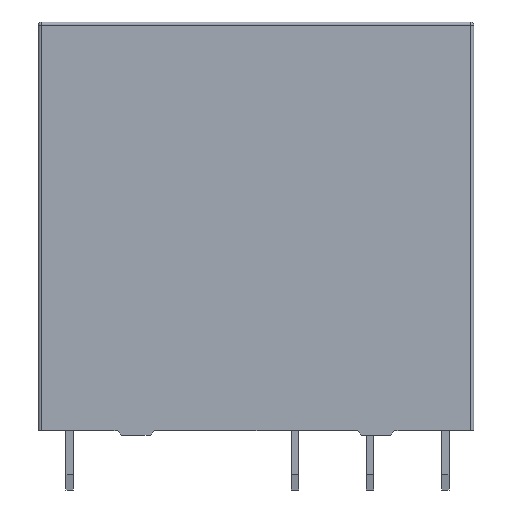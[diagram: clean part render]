
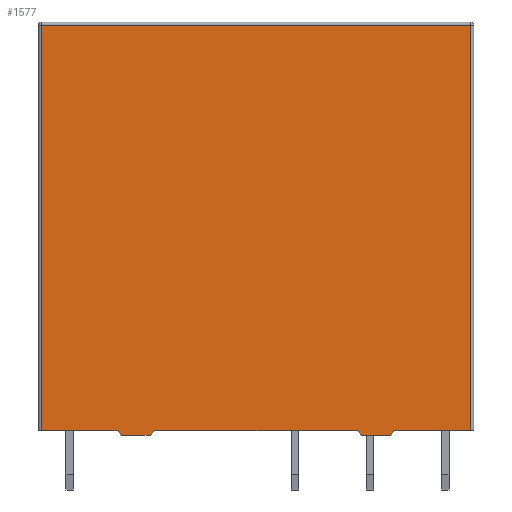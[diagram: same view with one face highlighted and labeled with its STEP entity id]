
A CAD part, front view. The second image highlights one B-rep face of the part: STEP entity #1577.
In plain terms, the highlighted planar face has unit normal (0, -1, 0).
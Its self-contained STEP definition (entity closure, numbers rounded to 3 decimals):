
#74 = VERTEX_POINT ( 'NONE', #2169 ) ;
#114 = LINE ( 'NONE', #548, #2204 ) ;
#127 = EDGE_CURVE ( 'NONE', #764, #1451, #2217, .T. ) ;
#229 = CARTESIAN_POINT ( 'NONE',  ( 0., 0., 27.2 ) ) ;
#244 = LINE ( 'NONE', #464, #587 ) ;
#304 = EDGE_CURVE ( 'NONE', #2256, #1277, #1861, .T. ) ;
#345 = ORIENTED_EDGE ( 'NONE', *, *, #2697, .F. ) ;
#360 = ORIENTED_EDGE ( 'NONE', *, *, #1283, .T. ) ;
#396 = DIRECTION ( 'NONE',  ( 0.707, 0., -0.707 ) ) ;
#411 = VECTOR ( 'NONE', #1081, 1000. ) ;
#441 = DIRECTION ( 'NONE',  ( -1., 0., 0. ) ) ;
#464 = CARTESIAN_POINT ( 'NONE',  ( 0., 0., 0. ) ) ;
#527 = CARTESIAN_POINT ( 'NONE',  ( 0.2, 0., 27.2 ) ) ;
#543 = LINE ( 'NONE', #910, #970 ) ;
#548 = CARTESIAN_POINT ( 'NONE',  ( 0., 0., 27. ) ) ;
#587 = VECTOR ( 'NONE', #1079, 1000. ) ;
#588 = EDGE_CURVE ( 'NONE', #1451, #2300, #1556, .T. ) ;
#617 = CARTESIAN_POINT ( 'NONE',  ( 5.25, 0., -0.3 ) ) ;
#667 = PLANE ( 'NONE',  #2331 ) ;
#736 = DIRECTION ( 'NONE',  ( 0., 0., 1. ) ) ;
#744 = DIRECTION ( 'NONE',  ( -1., 0., 0. ) ) ;
#745 = CARTESIAN_POINT ( 'NONE',  ( 7.45, 0., -0.3 ) ) ;
#764 = VERTEX_POINT ( 'NONE', #745 ) ;
#766 = CARTESIAN_POINT ( 'NONE',  ( 5.55, 0., -0.3 ) ) ;
#788 = CARTESIAN_POINT ( 'NONE',  ( 5.55, 0., -0.3 ) ) ;
#799 = ORIENTED_EDGE ( 'NONE', *, *, #588, .T. ) ;
#846 = EDGE_CURVE ( 'NONE', #764, #2047, #1234, .T. ) ;
#907 = ORIENTED_EDGE ( 'NONE', *, *, #1842, .T. ) ;
#910 = CARTESIAN_POINT ( 'NONE',  ( 23.45, 0., -0.3 ) ) ;
#913 = CARTESIAN_POINT ( 'NONE',  ( 0., 0., 0. ) ) ;
#919 = EDGE_CURVE ( 'NONE', #74, #1629, #1348, .T. ) ;
#959 = ORIENTED_EDGE ( 'NONE', *, *, #1616, .T. ) ;
#970 = VECTOR ( 'NONE', #1362, 1000. ) ;
#1016 = VECTOR ( 'NONE', #736, 1000. ) ;
#1027 = VERTEX_POINT ( 'NONE', #2227 ) ;
#1079 = DIRECTION ( 'NONE',  ( 1., 0., 0. ) ) ;
#1081 = DIRECTION ( 'NONE',  ( 0.707, 0., 0.707 ) ) ;
#1134 = ORIENTED_EDGE ( 'NONE', *, *, #304, .T. ) ;
#1137 = VERTEX_POINT ( 'NONE', #1896 ) ;
#1152 = LINE ( 'NONE', #1545, #1499 ) ;
#1234 = LINE ( 'NONE', #617, #2243 ) ;
#1277 = VERTEX_POINT ( 'NONE', #1956 ) ;
#1283 = EDGE_CURVE ( 'NONE', #1137, #2256, #543, .T. ) ;
#1348 = LINE ( 'NONE', #527, #2425 ) ;
#1351 = LINE ( 'NONE', #2188, #2127 ) ;
#1352 = DIRECTION ( 'NONE',  ( 1., 0., 0. ) ) ;
#1362 = DIRECTION ( 'NONE',  ( 0.707, 0., 0.707 ) ) ;
#1451 = VERTEX_POINT ( 'NONE', #2022 ) ;
#1488 = ORIENTED_EDGE ( 'NONE', *, *, #1831, .T. ) ;
#1499 = VECTOR ( 'NONE', #2639, 1000. ) ;
#1545 = CARTESIAN_POINT ( 'NONE',  ( 21.55, 0., -0.3 ) ) ;
#1556 = LINE ( 'NONE', #913, #1957 ) ;
#1577 = ADVANCED_FACE ( 'NONE', ( #1741 ), #667, .F. ) ;
#1588 = EDGE_CURVE ( 'NONE', #1629, #2605, #244, .T. ) ;
#1616 = EDGE_CURVE ( 'NONE', #2300, #2388, #1152, .T. ) ;
#1629 = VERTEX_POINT ( 'NONE', #2028 ) ;
#1684 = CARTESIAN_POINT ( 'NONE',  ( 23.75, 0., 0. ) ) ;
#1699 = CARTESIAN_POINT ( 'NONE',  ( 7.45, 0., -0.3 ) ) ;
#1741 = FACE_OUTER_BOUND ( 'NONE', #2075, .T. ) ;
#1755 = DIRECTION ( 'NONE',  ( 0., 0., 1. ) ) ;
#1831 = EDGE_CURVE ( 'NONE', #1277, #1027, #1963, .T. ) ;
#1842 = EDGE_CURVE ( 'NONE', #1027, #74, #114, .T. ) ;
#1861 = LINE ( 'NONE', #2683, #1901 ) ;
#1896 = CARTESIAN_POINT ( 'NONE',  ( 23.45, 0., -0.3 ) ) ;
#1901 = VECTOR ( 'NONE', #2662, 1000. ) ;
#1956 = CARTESIAN_POINT ( 'NONE',  ( 28.8, 0., 0. ) ) ;
#1957 = VECTOR ( 'NONE', #1352, 1000. ) ;
#1961 = CARTESIAN_POINT ( 'NONE',  ( 5.25, 0., 0. ) ) ;
#1963 = LINE ( 'NONE', #1989, #1016 ) ;
#1976 = ORIENTED_EDGE ( 'NONE', *, *, #919, .T. ) ;
#1989 = CARTESIAN_POINT ( 'NONE',  ( 28.8, 0., 27.2 ) ) ;
#2022 = CARTESIAN_POINT ( 'NONE',  ( 7.75, 0., 0. ) ) ;
#2028 = CARTESIAN_POINT ( 'NONE',  ( 0.2, 0., 0. ) ) ;
#2047 = VERTEX_POINT ( 'NONE', #766 ) ;
#2075 = EDGE_LOOP ( 'NONE', ( #1134, #1488, #907, #1976, #2503, #2286, #2389, #2517, #799, #959, #345, #360 ) ) ;
#2126 = EDGE_CURVE ( 'NONE', #2605, #2047, #2479, .T. ) ;
#2127 = VECTOR ( 'NONE', #744, 1000. ) ;
#2139 = CARTESIAN_POINT ( 'NONE',  ( 21.25, 0., 0. ) ) ;
#2169 = CARTESIAN_POINT ( 'NONE',  ( 0.2, 0., 27. ) ) ;
#2188 = CARTESIAN_POINT ( 'NONE',  ( 23.75, 0., -0.3 ) ) ;
#2204 = VECTOR ( 'NONE', #2601, 1000. ) ;
#2217 = LINE ( 'NONE', #1699, #411 ) ;
#2227 = CARTESIAN_POINT ( 'NONE',  ( 28.8, 0., 27. ) ) ;
#2243 = VECTOR ( 'NONE', #441, 1000. ) ;
#2256 = VERTEX_POINT ( 'NONE', #1684 ) ;
#2286 = ORIENTED_EDGE ( 'NONE', *, *, #2126, .T. ) ;
#2300 = VERTEX_POINT ( 'NONE', #2139 ) ;
#2327 = CARTESIAN_POINT ( 'NONE',  ( 21.55, 0., -0.3 ) ) ;
#2331 = AXIS2_PLACEMENT_3D ( 'NONE', #229, #2367, #1755 ) ;
#2367 = DIRECTION ( 'NONE',  ( 0., 1., 0. ) ) ;
#2388 = VERTEX_POINT ( 'NONE', #2327 ) ;
#2389 = ORIENTED_EDGE ( 'NONE', *, *, #846, .F. ) ;
#2394 = DIRECTION ( 'NONE',  ( 0., 0., -1. ) ) ;
#2425 = VECTOR ( 'NONE', #2394, 1000. ) ;
#2429 = VECTOR ( 'NONE', #396, 1000. ) ;
#2479 = LINE ( 'NONE', #788, #2429 ) ;
#2503 = ORIENTED_EDGE ( 'NONE', *, *, #1588, .T. ) ;
#2517 = ORIENTED_EDGE ( 'NONE', *, *, #127, .T. ) ;
#2601 = DIRECTION ( 'NONE',  ( -1., 0., 0. ) ) ;
#2605 = VERTEX_POINT ( 'NONE', #1961 ) ;
#2639 = DIRECTION ( 'NONE',  ( 0.707, 0., -0.707 ) ) ;
#2662 = DIRECTION ( 'NONE',  ( 1., 0., 0. ) ) ;
#2683 = CARTESIAN_POINT ( 'NONE',  ( 0., 0., 0. ) ) ;
#2697 = EDGE_CURVE ( 'NONE', #1137, #2388, #1351, .T. ) ;
